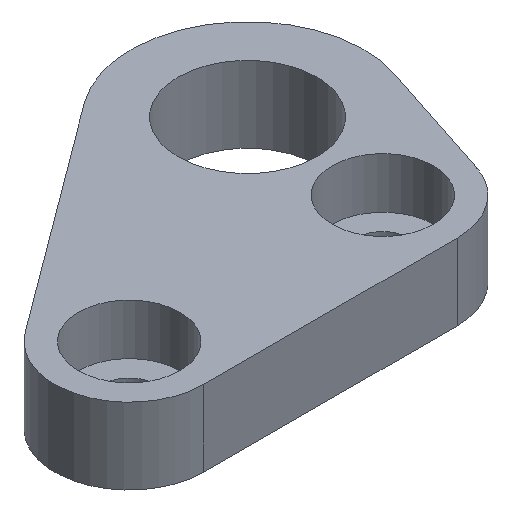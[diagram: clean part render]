
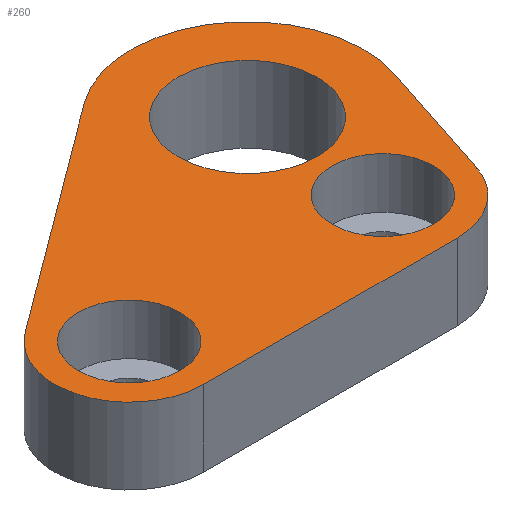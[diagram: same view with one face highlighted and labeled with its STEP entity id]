
A CAD part, isometric view. The second image highlights one B-rep face of the part: STEP entity #260.
In plain terms, the highlighted planar face has unit normal (0, 0, 1).
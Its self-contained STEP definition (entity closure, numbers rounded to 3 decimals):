
#17=FACE_BOUND('',#61,.T.);
#18=FACE_BOUND('',#62,.T.);
#19=FACE_BOUND('',#63,.T.);
#28=PLANE('',#305);
#43=FACE_OUTER_BOUND('',#60,.T.);
#60=EDGE_LOOP('',(#221,#222,#223,#224,#225,#226));
#61=EDGE_LOOP('',(#227));
#62=EDGE_LOOP('',(#228));
#63=EDGE_LOOP('',(#229));
#76=LINE('',#434,#93);
#80=LINE('',#446,#97);
#84=LINE('',#456,#101);
#93=VECTOR('',#359,10.);
#97=VECTOR('',#371,10.);
#101=VECTOR('',#383,10.);
#102=CIRCLE('',#277,3.);
#105=CIRCLE('',#282,3.);
#109=CIRCLE('',#289,4.1);
#113=CIRCLE('',#295,4.4);
#115=CIRCLE('',#299,6.9);
#117=CIRCLE('',#303,4.4);
#118=VERTEX_POINT('',#390);
#121=VERTEX_POINT('',#399);
#125=VERTEX_POINT('',#412);
#130=VERTEX_POINT('',#425);
#131=VERTEX_POINT('',#427);
#133=VERTEX_POINT('',#433);
#135=VERTEX_POINT('',#439);
#137=VERTEX_POINT('',#445);
#139=VERTEX_POINT('',#451);
#140=EDGE_CURVE('',#118,#118,#102,.T.);
#144=EDGE_CURVE('',#121,#121,#105,.T.);
#150=EDGE_CURVE('',#125,#125,#109,.T.);
#157=EDGE_CURVE('',#131,#130,#113,.T.);
#160=EDGE_CURVE('',#133,#131,#76,.T.);
#163=EDGE_CURVE('',#135,#133,#115,.T.);
#166=EDGE_CURVE('',#137,#135,#80,.T.);
#169=EDGE_CURVE('',#139,#137,#117,.T.);
#172=EDGE_CURVE('',#130,#139,#84,.T.);
#221=ORIENTED_EDGE('',*,*,#172,.T.);
#222=ORIENTED_EDGE('',*,*,#169,.T.);
#223=ORIENTED_EDGE('',*,*,#166,.T.);
#224=ORIENTED_EDGE('',*,*,#163,.T.);
#225=ORIENTED_EDGE('',*,*,#160,.T.);
#226=ORIENTED_EDGE('',*,*,#157,.T.);
#227=ORIENTED_EDGE('',*,*,#140,.T.);
#228=ORIENTED_EDGE('',*,*,#144,.T.);
#229=ORIENTED_EDGE('',*,*,#150,.T.);
#260=ADVANCED_FACE('',(#43,#17,#18,#19),#28,.T.);
#277=AXIS2_PLACEMENT_3D('',#391,#311,#312);
#282=AXIS2_PLACEMENT_3D('',#400,#322,#323);
#289=AXIS2_PLACEMENT_3D('',#413,#338,#339);
#295=AXIS2_PLACEMENT_3D('',#428,#353,#354);
#299=AXIS2_PLACEMENT_3D('',#440,#365,#366);
#303=AXIS2_PLACEMENT_3D('',#452,#377,#378);
#305=AXIS2_PLACEMENT_3D('',#457,#384,#385);
#311=DIRECTION('center_axis',(0.,0.,
-1.));
#312=DIRECTION('ref_axis',(-1.,0.,0.));
#322=DIRECTION('center_axis',(0.,0.,
-1.));
#323=DIRECTION('ref_axis',(-1.,0.,0.));
#338=DIRECTION('center_axis',(0.,0.,
-1.));
#339=DIRECTION('ref_axis',(-1.,0.,0.));
#353=DIRECTION('center_axis',(0.,0.,
1.));
#354=DIRECTION('ref_axis',(-1.,0.,0.));
#359=DIRECTION('',(-0.804,-0.595,0.));
#365=DIRECTION('center_axis',(0.,0.,
1.));
#366=DIRECTION('ref_axis',(-1.,0.,0.));
#371=DIRECTION('',(0.312,0.95,0.));
#377=DIRECTION('center_axis',(0.,0.,
1.));
#378=DIRECTION('ref_axis',(-1.,0.,0.));
#383=DIRECTION('',(1.,0.,0.));
#384=DIRECTION('center_axis',(0.,0.,
1.));
#385=DIRECTION('ref_axis',(-1.,0.,0.));
#390=CARTESIAN_POINT('',(-159.,-172.5,-247.85));
#391=CARTESIAN_POINT('Origin',(-162.,-172.5,-247.85));
#399=CARTESIAN_POINT('',(-174.,-172.5,-247.85));
#400=CARTESIAN_POINT('Origin',(-177.,-172.5,-247.85));
#412=CARTESIAN_POINT('',(-157.9,-164.5,-247.85));
#413=CARTESIAN_POINT('Origin',(-162.,-164.5,-247.85));
#425=CARTESIAN_POINT('',(-177.,-176.9,-247.85));
#427=CARTESIAN_POINT('',(-179.619,-168.964,-247.85));
#428=CARTESIAN_POINT('Origin',(-177.,-172.5,-247.85));
#433=CARTESIAN_POINT('',(-166.107,-158.955,-247.85));
#434=CARTESIAN_POINT('',(-166.107,-158.955,-247.85));
#439=CARTESIAN_POINT('',(-155.446,-166.656,-247.85));
#440=CARTESIAN_POINT('Origin',(-162.,-164.5,-247.85));
#445=CARTESIAN_POINT('',(-157.82,-173.875,-247.85));
#446=CARTESIAN_POINT('',(-157.82,-173.875,-247.85));
#451=CARTESIAN_POINT('',(-162.,-176.9,-247.85));
#452=CARTESIAN_POINT('Origin',(-162.,-172.5,-247.85));
#456=CARTESIAN_POINT('',(-177.,-176.9,-247.85));
#457=CARTESIAN_POINT('Origin',(-168.25,-167.25,-247.85));
